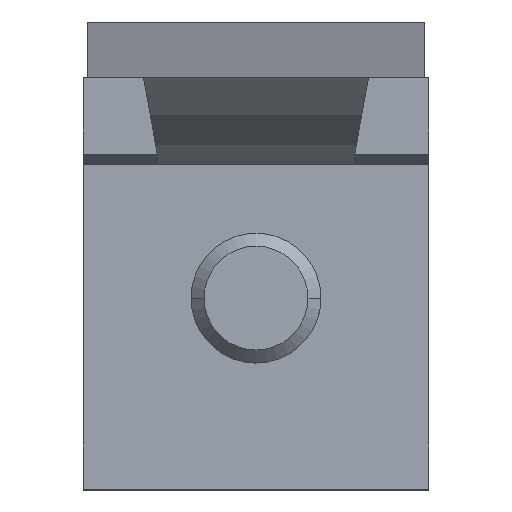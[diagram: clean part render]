
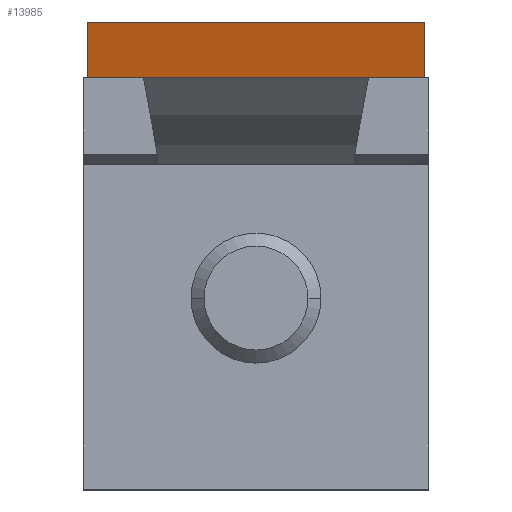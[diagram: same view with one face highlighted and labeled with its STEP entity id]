
A CAD part, top view. The second image highlights one B-rep face of the part: STEP entity #13985.
In plain terms, the highlighted planar face has unit normal (0, 0.259, -0.966).
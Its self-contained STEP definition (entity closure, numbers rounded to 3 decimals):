
#520 = CARTESIAN_POINT ( 'NONE',  ( -53.841, 29.836, 7.948 ) ) ;
#674 = FACE_OUTER_BOUND ( 'NONE', #9945, .T. ) ;
#716 = ORIENTED_EDGE ( 'NONE', *, *, #1325, .T. ) ;
#1277 = CARTESIAN_POINT ( 'NONE',  ( -53.841, 29.836, 7.948 ) ) ;
#1295 = DIRECTION ( 'NONE',  ( -1., 0., 0. ) ) ;
#1301 = CARTESIAN_POINT ( 'NONE',  ( -53.841, 29.836, 7.948 ) ) ;
#1317 = ORIENTED_EDGE ( 'NONE', *, *, #10460, .T. ) ;
#1325 = EDGE_CURVE ( 'NONE', #12350, #9790, #3596, .T. ) ;
#1699 = LINE ( 'NONE', #1301, #1730 ) ;
#1730 = VECTOR ( 'NONE', #1890, 1000. ) ;
#1890 = DIRECTION ( 'NONE',  ( 0., 0.966, 0.259 ) ) ;
#2275 = EDGE_CURVE ( 'NONE', #2336, #9790, #1699, .T. ) ;
#2336 = VERTEX_POINT ( 'NONE', #520 ) ;
#2476 = VECTOR ( 'NONE', #1295, 1000. ) ;
#2521 = ORIENTED_EDGE ( 'NONE', *, *, #2275, .F. ) ;
#2888 = EDGE_CURVE ( 'NONE', #6549, #12350, #9956, .T. ) ;
#2993 = AXIS2_PLACEMENT_3D ( 'NONE', #8567, #7787, #7784 ) ;
#3419 = CARTESIAN_POINT ( 'NONE',  ( -79.841, 34.136, 9.1 ) ) ;
#3504 = VECTOR ( 'NONE', #4955, 1000. ) ;
#3596 = LINE ( 'NONE', #4937, #3504 ) ;
#4937 = CARTESIAN_POINT ( 'NONE',  ( -53.841, 34.136, 9.1 ) ) ;
#4955 = DIRECTION ( 'NONE',  ( 1., 0., 0. ) ) ;
#5438 = VECTOR ( 'NONE', #13047, 1000. ) ;
#6549 = VERTEX_POINT ( 'NONE', #12335 ) ;
#6654 = CARTESIAN_POINT ( 'NONE',  ( -53.841, 34.136, 9.1 ) ) ;
#7784 = DIRECTION ( 'NONE',  ( 0., 0.966, 0.259 ) ) ;
#7787 = DIRECTION ( 'NONE',  ( 0., 0.259, -0.966 ) ) ;
#7809 = PLANE ( 'NONE',  #2993 ) ;
#8567 = CARTESIAN_POINT ( 'NONE',  ( -53.841, 34.136, 9.1 ) ) ;
#8684 = LINE ( 'NONE', #1277, #2476 ) ;
#9790 = VERTEX_POINT ( 'NONE', #6654 ) ;
#9945 = EDGE_LOOP ( 'NONE', ( #1317, #11483, #716, #2521 ) ) ;
#9956 = LINE ( 'NONE', #12652, #5438 ) ;
#10460 = EDGE_CURVE ( 'NONE', #2336, #6549, #8684, .T. ) ;
#11483 = ORIENTED_EDGE ( 'NONE', *, *, #2888, .T. ) ;
#12335 = CARTESIAN_POINT ( 'NONE',  ( -79.841, 29.836, 7.948 ) ) ;
#12350 = VERTEX_POINT ( 'NONE', #3419 ) ;
#12652 = CARTESIAN_POINT ( 'NONE',  ( -79.841, 29.836, 7.948 ) ) ;
#13047 = DIRECTION ( 'NONE',  ( 0., 0.966, 0.259 ) ) ;
#13985 = ADVANCED_FACE ( 'NONE', ( #674 ), #7809, .T. ) ;
